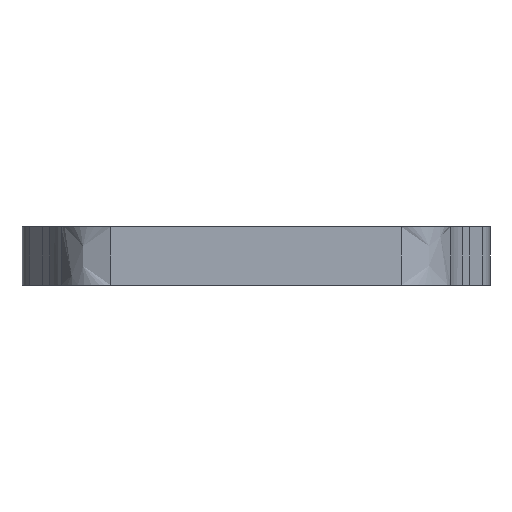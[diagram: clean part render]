
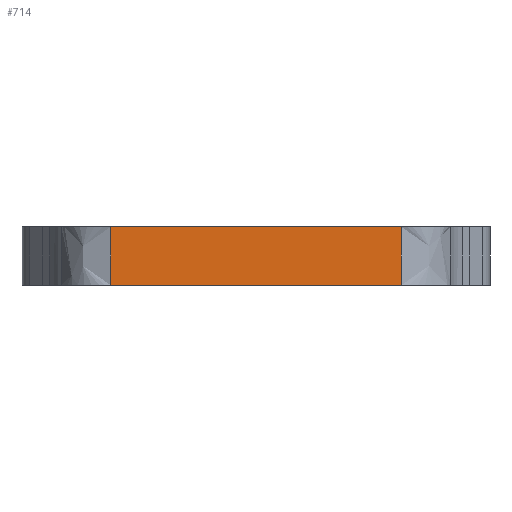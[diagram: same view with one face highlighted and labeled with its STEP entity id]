
A CAD part, left-side view. The second image highlights one B-rep face of the part: STEP entity #714.
In plain terms, the highlighted planar face has unit normal (-1, 0, 0).
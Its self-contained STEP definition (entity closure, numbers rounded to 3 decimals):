
#89=LINE('',#1080,#144);
#101=LINE('',#1196,#156);
#144=VECTOR('',#832,10.);
#156=VECTOR('',#872,10.);
#200=PLANE('',#769);
#219=FACE_OUTER_BOUND('',#267,.T.);
#267=EDGE_LOOP('',(#535,#536,#537,#538));
#319=B_SPLINE_CURVE_WITH_KNOTS('',3,(#1062,#1063,#1064,#1065),
 .UNSPECIFIED.,.F.,.F.,(4,4),(-0.635,0.),
 .UNSPECIFIED.);
#325=B_SPLINE_CURVE_WITH_KNOTS('',3,(#1197,#1198,#1199,#1200),
 .UNSPECIFIED.,.F.,.F.,(4,4),(-0.635,0.),
 .UNSPECIFIED.);
#331=VERTEX_POINT('',#1053);
#332=VERTEX_POINT('',#1061);
#334=VERTEX_POINT('',#1079);
#361=VERTEX_POINT('',#1195);
#400=EDGE_CURVE('',#331,#332,#319,.T.);
#403=EDGE_CURVE('',#332,#334,#89,.T.);
#431=EDGE_CURVE('',#361,#331,#101,.T.);
#432=EDGE_CURVE('',#334,#361,#325,.T.);
#535=ORIENTED_EDGE('',*,*,#400,.F.);
#536=ORIENTED_EDGE('',*,*,#431,.F.);
#537=ORIENTED_EDGE('',*,*,#432,.F.);
#538=ORIENTED_EDGE('',*,*,#403,.F.);
#714=ADVANCED_FACE('',(#219),#200,.T.);
#769=AXIS2_PLACEMENT_3D('',#1194,#870,#871);
#832=DIRECTION('',(0.,-1.,0.));
#870=DIRECTION('center_axis',(-1.,0.,0.));
#871=DIRECTION('ref_axis',(0.,-1.,0.));
#872=DIRECTION('',(0.,1.,0.));
#1053=CARTESIAN_POINT('',(13.35,15.685,16.65));
#1061=CARTESIAN_POINT('',(13.35,15.685,23.));
#1062=CARTESIAN_POINT('Ctrl Pts',(13.35,15.685,16.65));
#1063=CARTESIAN_POINT('Ctrl Pts',(13.35,15.685,18.767));
#1064=CARTESIAN_POINT('Ctrl Pts',(13.35,15.685,20.883));
#1065=CARTESIAN_POINT('Ctrl Pts',(13.35,15.685,23.));
#1079=CARTESIAN_POINT('',(13.35,-15.685,23.));
#1080=CARTESIAN_POINT('',(13.35,13.5,23.));
#1194=CARTESIAN_POINT('Origin',(13.35,13.5,20.));
#1195=CARTESIAN_POINT('',(13.35,-15.685,16.65));
#1196=CARTESIAN_POINT('',(13.35,13.5,16.65));
#1197=CARTESIAN_POINT('Ctrl Pts',(13.35,-15.685,23.));
#1198=CARTESIAN_POINT('Ctrl Pts',(13.35,-15.685,20.883));
#1199=CARTESIAN_POINT('Ctrl Pts',(13.35,-15.685,18.767));
#1200=CARTESIAN_POINT('Ctrl Pts',(13.35,-15.685,16.65));
